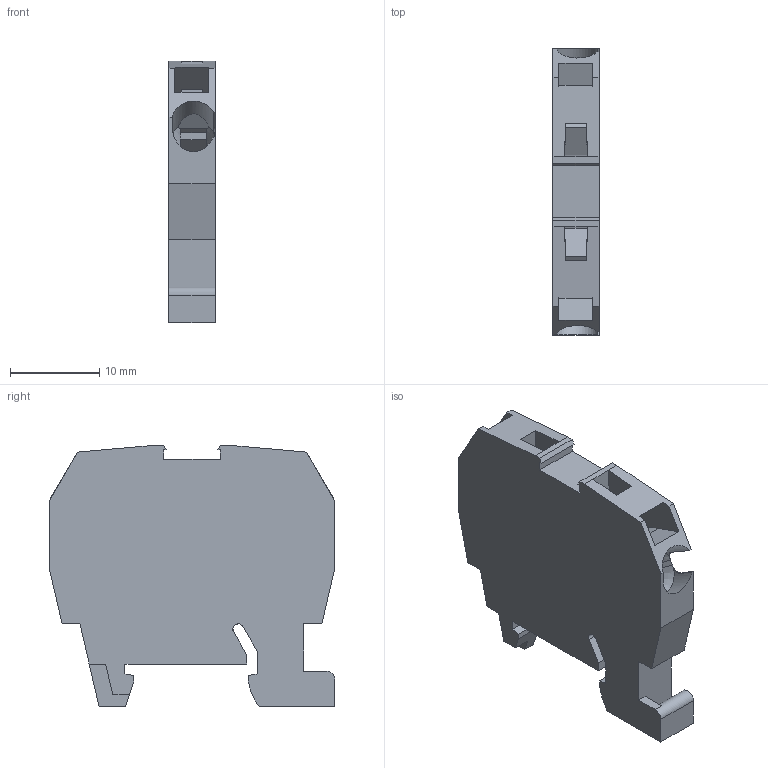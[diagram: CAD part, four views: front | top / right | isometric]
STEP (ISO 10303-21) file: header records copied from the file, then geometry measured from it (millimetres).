
FILE_DESCRIPTION(('Creo Elements/Direct Modeling STEP Export'),'2;1');
FILE_NAME('model.stp','2018-02-09T13:06:02',(''),(''),'Creo Elements/Direct Modeling STEP processor for AP214 (Solid Model)','Creo Elements/Direct Modeling 18.1I 14-Aug-2016 (C) Parametric Technology GmbH','');
FILE_SCHEMA(('AUTOMOTIVE_DESIGN { 1 0 10303 214 1 1 1 1 }'));
Length unit declared in the file: millimetre
Products named in the file (2): MSBV_2.5-select
Assembly tree (1 placements, depth 2):
  MSBV_2.5-select
    MSBV_2.5-select
Bounding box: 5.15 x 32 x 29.3 mm (x, y, z)
Volume: 3189.2 mm3; surface area: 2916.9 mm2
Topology: 1 solids, 1 shells, 129 faces, 371 edges, 242 vertices
Faces by surface type: plane 107, cylinder 14, cone 6, bspline 2
Entity records: 6670 total; most frequent: CARTESIAN_POINT 2211, ORIENTED_EDGE 742, DIRECTION 632, EDGE_CURVE 371, VECTOR 314, LINE 314, VERTEX_POINT 242, AXIS2_PLACEMENT_3D 159
